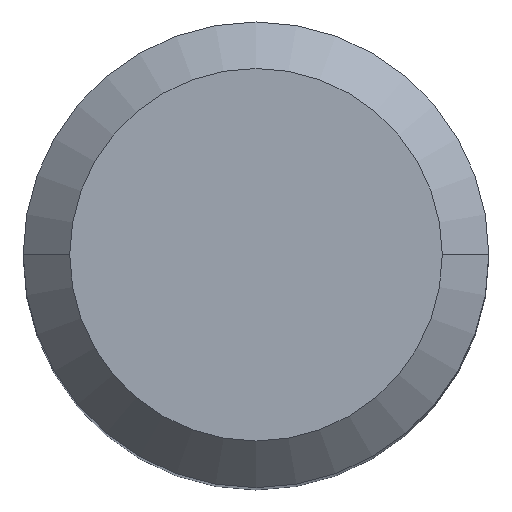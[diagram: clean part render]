
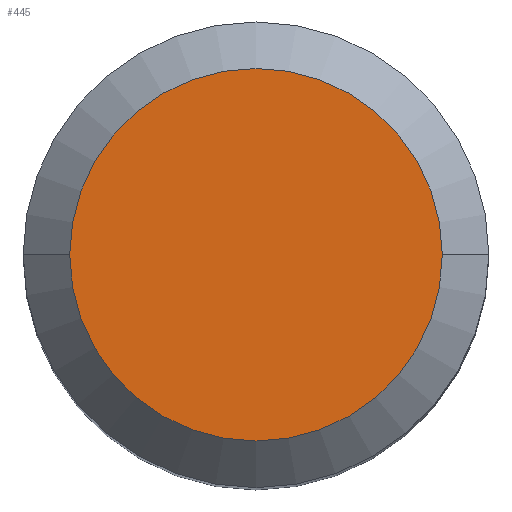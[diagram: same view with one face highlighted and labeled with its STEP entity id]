
A CAD part, top view. The second image highlights one B-rep face of the part: STEP entity #445.
In plain terms, the highlighted planar face has unit normal (0, 0, 1).
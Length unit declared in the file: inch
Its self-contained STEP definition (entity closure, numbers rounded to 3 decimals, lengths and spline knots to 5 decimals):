
#2 = CARTESIAN_POINT ( 'NONE',  ( 0.25196, 0., 0. ) ) ;
#6 = ORIENTED_EDGE ( 'NONE', *, *, #400, .T. ) ;
#29 = ORIENTED_EDGE ( 'NONE', *, *, #86, .T. ) ;
#41 = DIRECTION ( 'NONE',  ( 1., 0., 0. ) ) ;
#58 = AXIS2_PLACEMENT_3D ( 'NONE', #154, #201, #41 ) ;
#86 = EDGE_CURVE ( 'NONE', #179, #343, #269, .T. ) ;
#154 = CARTESIAN_POINT ( 'NONE',  ( 0., 0., 0. ) ) ;
#173 = AXIS2_PLACEMENT_3D ( 'NONE', #419, #186, #299 ) ;
#179 = VERTEX_POINT ( 'NONE', #234 ) ;
#186 = DIRECTION ( 'NONE',  ( 0., 0., 1. ) ) ;
#201 = DIRECTION ( 'NONE',  ( 0., 0., 1. ) ) ;
#206 = CIRCLE ( 'NONE', #173, 0.25196 ) ;
#217 = FACE_OUTER_BOUND ( 'NONE', #448, .T. ) ;
#221 = CARTESIAN_POINT ( 'NONE',  ( 0., 0., 0. ) ) ;
#234 = CARTESIAN_POINT ( 'NONE',  ( -0.25196, 0., 0. ) ) ;
#269 = CIRCLE ( 'NONE', #58, 0.25196 ) ;
#299 = DIRECTION ( 'NONE',  ( 1., 0., 0. ) ) ;
#343 = VERTEX_POINT ( 'NONE', #2 ) ;
#354 = AXIS2_PLACEMENT_3D ( 'NONE', #221, #454, #449 ) ;
#377 = PLANE ( 'NONE',  #354 ) ;
#400 = EDGE_CURVE ( 'NONE', #343, #179, #206, .T. ) ;
#419 = CARTESIAN_POINT ( 'NONE',  ( 0., 0., 0. ) ) ;
#445 = ADVANCED_FACE ( 'NONE', ( #217 ), #377, .F. ) ;
#448 = EDGE_LOOP ( 'NONE', ( #29, #6 ) ) ;
#449 = DIRECTION ( 'NONE',  ( -1., 0., 0. ) ) ;
#454 = DIRECTION ( 'NONE',  ( 0., 0., -1. ) ) ;
